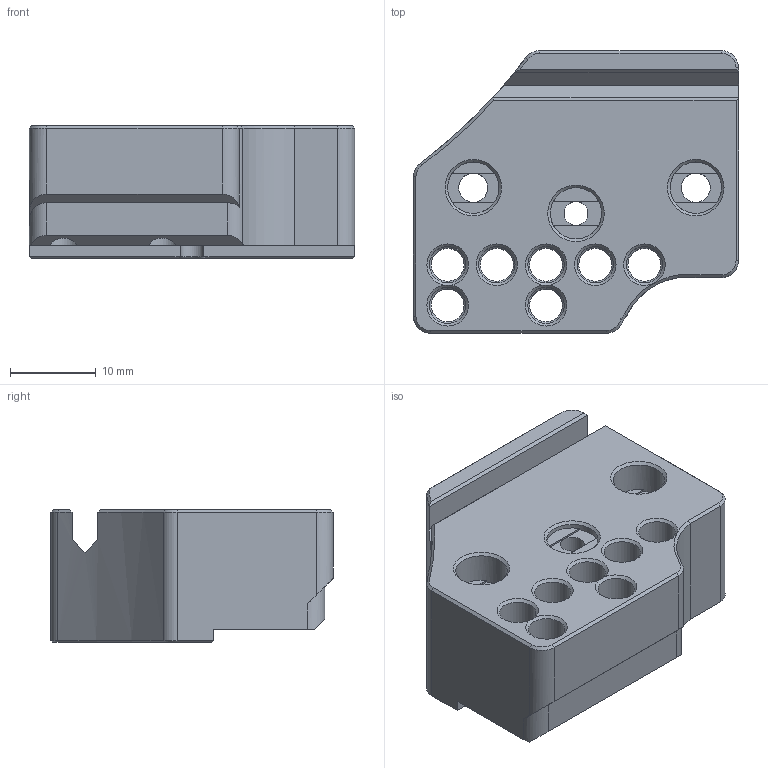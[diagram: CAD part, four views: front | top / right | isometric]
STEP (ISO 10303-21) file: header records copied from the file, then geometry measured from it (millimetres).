
FILE_DESCRIPTION(/* description */ (''),/* implementation_level */ '2;1');
FILE_NAME(/* name */ 'UpperPart.step',/* time_stamp */ '2024-04-14T08:32:26+02:00',/* author */ (''),/* organization */ (''),/* preprocessor_version */ 'ST-DEVELOPER v20',/* originating_system */ 'Autodesk Translation Framework v12.20.1.177',/* authorisation */ '');
FILE_SCHEMA (('AUTOMOTIVE_DESIGN { 1 0 10303 214 3 1 1 }'));
Length unit declared in the file: millimetre
Products named in the file (1): Druckteil oben
Bounding box: 38 x 33 x 15.5 mm (x, y, z)
Volume: 13604 mm3; surface area: 5696.2 mm2
Topology: 1 solids, 1 shells, 113 faces, 290 edges, 173 vertices
Faces by surface type: plane 49, cone 34, cylinder 30
Full cylindrical faces by diameter (mm): 2.8 x1, 3.4 x2, 3.85 x7, 4.25 x7, 6 x3
Entity records: 3486 total; most frequent: DIRECTION 631, CARTESIAN_POINT 610, ORIENTED_EDGE 580, EDGE_CURVE 290, AXIS2_PLACEMENT_3D 236, VERTEX_POINT 173, LINE 159, VECTOR 159
